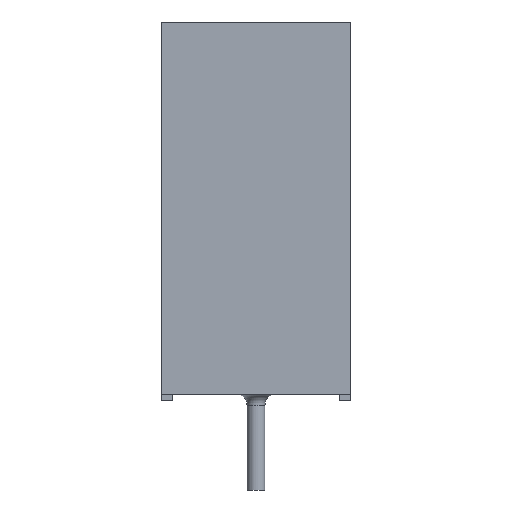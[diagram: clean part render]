
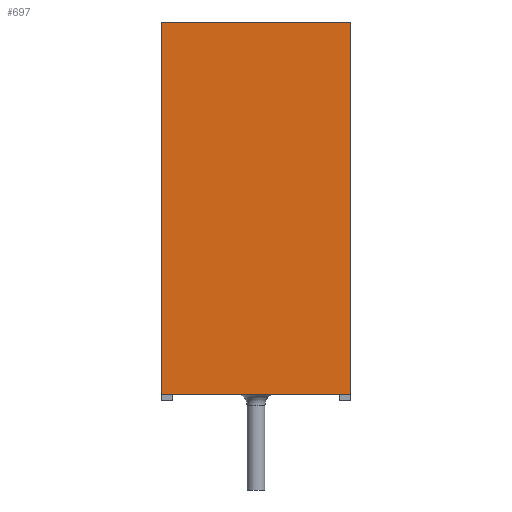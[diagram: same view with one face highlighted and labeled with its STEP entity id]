
A CAD part, left-side view. The second image highlights one B-rep face of the part: STEP entity #697.
In plain terms, the highlighted planar face has unit normal (-1, 0, 0).
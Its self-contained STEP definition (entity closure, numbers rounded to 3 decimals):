
#697 = ADVANCED_FACE( '', ( #1436 ), #1437, .F. );
#1436 = FACE_OUTER_BOUND( '', #2215, .T. );
#1437 = PLANE( '', #2216 );
#2215 = EDGE_LOOP( '', ( #4894, #4895, #4896, #4897 ) );
#2216 = AXIS2_PLACEMENT_3D( '', #4898, #4899, #4900 );
#4894 = ORIENTED_EDGE( '', *, *, #5636, .T. );
#4895 = ORIENTED_EDGE( '', *, *, #5096, .F. );
#4896 = ORIENTED_EDGE( '', *, *, #5212, .F. );
#4897 = ORIENTED_EDGE( '', *, *, #5671, .T. );
#4898 = CARTESIAN_POINT( '', ( -13., -4.25, 8.35 ) );
#4899 = DIRECTION( '', ( 1., 0., 0. ) );
#4900 = DIRECTION( '', ( 0., 0., -1. ) );
#5096 = EDGE_CURVE( '', #5998, #6000, #6001, .T. );
#5212 = EDGE_CURVE( '', #6203, #5998, #6204, .T. );
#5636 = EDGE_CURVE( '', #6792, #6000, #6793, .T. );
#5671 = EDGE_CURVE( '', #6203, #6792, #6835, .T. );
#5998 = VERTEX_POINT( '', #7662 );
#6000 = VERTEX_POINT( '', #7665 );
#6001 = LINE( '', #7666, #7667 );
#6203 = VERTEX_POINT( '', #8206 );
#6204 = LINE( '', #8207, #8208 );
#6792 = VERTEX_POINT( '', #9872 );
#6793 = LINE( '', #9873, #9874 );
#6835 = LINE( '', #10016, #10017 );
#7662 = CARTESIAN_POINT( '', ( -13., -4.25, -8.35 ) );
#7665 = CARTESIAN_POINT( '', ( -13., 4.25, -8.35 ) );
#7666 = CARTESIAN_POINT( '', ( -13., -4.25, -8.35 ) );
#7667 = VECTOR( '', #10220, 1000. );
#8206 = CARTESIAN_POINT( '', ( -13., -4.25, 8.35 ) );
#8207 = CARTESIAN_POINT( '', ( -13., -4.25, 8.35 ) );
#8208 = VECTOR( '', #10300, 1000. );
#9872 = CARTESIAN_POINT( '', ( -13., 4.25, 8.35 ) );
#9873 = CARTESIAN_POINT( '', ( -13., 4.25, 8.35 ) );
#9874 = VECTOR( '', #10461, 1000. );
#10016 = CARTESIAN_POINT( '', ( -13., -4.25, 8.35 ) );
#10017 = VECTOR( '', #10484, 1000. );
#10220 = DIRECTION( '', ( 0., 1., 0. ) );
#10300 = DIRECTION( '', ( 0., 0., -1. ) );
#10461 = DIRECTION( '', ( 0., 0., -1. ) );
#10484 = DIRECTION( '', ( 0., 1., 0. ) );
